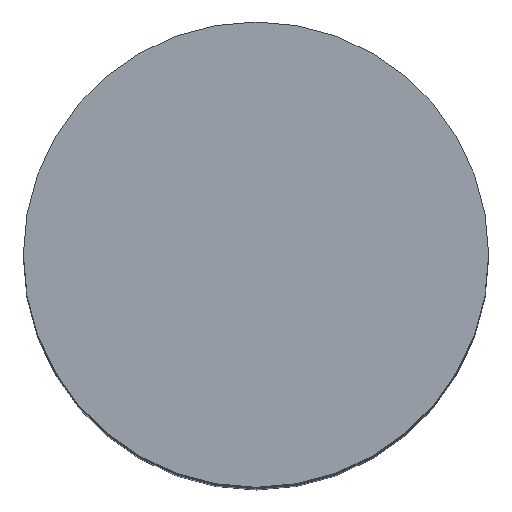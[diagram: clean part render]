
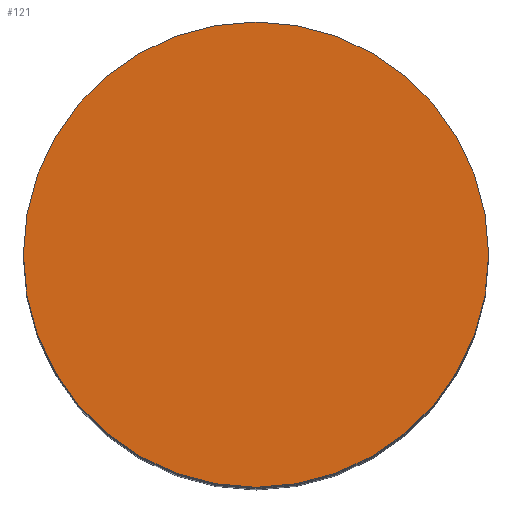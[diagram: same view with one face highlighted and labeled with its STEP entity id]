
A CAD part, top view. The second image highlights one B-rep face of the part: STEP entity #121.
In plain terms, the highlighted planar face has unit normal (0, 0, 1).
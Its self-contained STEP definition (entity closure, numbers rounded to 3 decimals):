
#95=PLANE('',#313);
#96=FACE_OUTER_BOUND('',#190,.T.);
#121=ADVANCED_FACE('',(#96),#95,.T.);
#190=EDGE_LOOP('',(#224));
#224=ORIENTED_EDGE('',*,*,#265,.T.);
#248=VERTEX_POINT('',#434);
#265=EDGE_CURVE('',#248,#248,#282,.T.);
#282=CIRCLE('',#312,3.);
#312=AXIS2_PLACEMENT_3D('',#433,#373,#374);
#313=AXIS2_PLACEMENT_3D('',#435,#375,#376);
#373=DIRECTION('',(0.,0.,1.));
#374=DIRECTION('',(1.,0.,0.));
#375=DIRECTION('',(0.,0.,1.));
#376=DIRECTION('',(1.,0.,0.));
#433=CARTESIAN_POINT('',(0.,0.,7.9));
#434=CARTESIAN_POINT('',(3.,0.,7.9));
#435=CARTESIAN_POINT('',(0.,0.,7.9));
